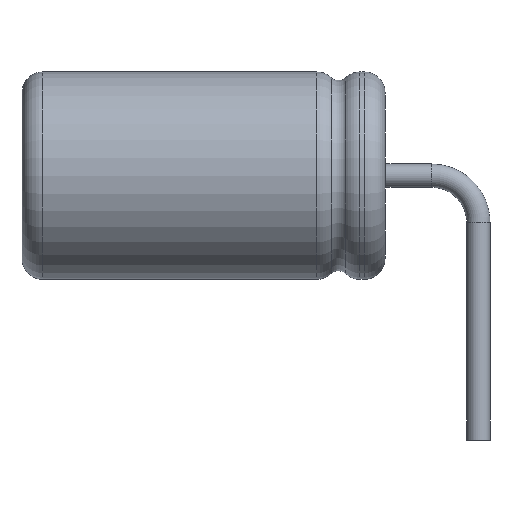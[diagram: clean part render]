
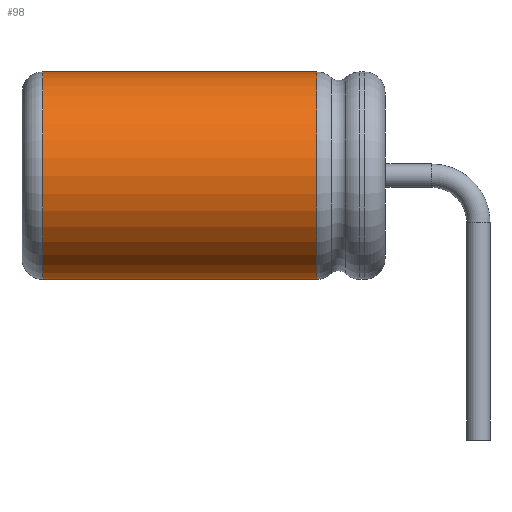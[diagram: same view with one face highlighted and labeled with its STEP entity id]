
A CAD part, left-side view. The second image highlights one B-rep face of the part: STEP entity #98.
In plain terms, the highlighted cylindrical face has radius 2 mm (diameter 4 mm), a partial arc.
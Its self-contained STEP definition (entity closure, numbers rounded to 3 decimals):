
#98=ADVANCED_FACE('',(#1051),#1053,.T.);
#1051=FACE_BOUND('',#1052,.T.);
#1052=EDGE_LOOP('',(#1831,#1832,#1833,#1834,#1835,#1836,#1837,#1838,#1839,#1840,
#1841,#1842,#1843,#1844,#1845,#1846,#1847,#1848,#1849,#1850));
#1053=CYLINDRICAL_SURFACE('',#1054,2.);
#1054=AXIS2_PLACEMENT_3D('',#1055,#1056,#1057);
#1055=CARTESIAN_POINT('',(0.,3.114,2.1));
#1056=DIRECTION('',(0.,1.,0.));
#1057=DIRECTION('',(1.,0.,0.));
#1831=ORIENTED_EDGE('',*,*,#2393,.T.);
#1832=ORIENTED_EDGE('',*,*,#2394,.T.);
#1833=ORIENTED_EDGE('',*,*,#2374,.F.);
#1834=ORIENTED_EDGE('',*,*,#2395,.T.);
#1835=ORIENTED_EDGE('',*,*,#2396,.T.);
#1836=ORIENTED_EDGE('',*,*,#2397,.T.);
#1837=ORIENTED_EDGE('',*,*,#2398,.F.);
#1838=ORIENTED_EDGE('',*,*,#2399,.T.);
#1839=ORIENTED_EDGE('',*,*,#2400,.F.);
#1840=ORIENTED_EDGE('',*,*,#2401,.T.);
#1841=ORIENTED_EDGE('',*,*,#2402,.T.);
#1842=ORIENTED_EDGE('',*,*,#2403,.T.);
#1843=ORIENTED_EDGE('',*,*,#2383,.F.);
#1844=ORIENTED_EDGE('',*,*,#2404,.T.);
#1845=ORIENTED_EDGE('',*,*,#2405,.T.);
#1846=ORIENTED_EDGE('',*,*,#2406,.T.);
#1847=ORIENTED_EDGE('',*,*,#2392,.F.);
#1848=ORIENTED_EDGE('',*,*,#2407,.F.);
#1849=ORIENTED_EDGE('',*,*,#2376,.F.);
#1850=ORIENTED_EDGE('',*,*,#2408,.T.);
#2374=EDGE_CURVE('',#2670,#2665,#2672,.T.);
#2376=EDGE_CURVE('',#2674,#2676,#2677,.T.);
#2383=EDGE_CURVE('',#2687,#2689,#2690,.F.);
#2392=EDGE_CURVE('',#2704,#2694,#2706,.F.);
#2393=EDGE_CURVE('',#2707,#2708,#2709,.F.);
#2394=EDGE_CURVE('',#2708,#2665,#2710,.F.);
#2395=EDGE_CURVE('',#2670,#2711,#2712,.T.);
#2396=EDGE_CURVE('',#2711,#2713,#2714,.F.);
#2397=EDGE_CURVE('',#2713,#2715,#2716,.F.);
#2398=EDGE_CURVE('',#2717,#2715,#2718,.T.);
#2399=EDGE_CURVE('',#2717,#2719,#2720,.T.);
#2400=EDGE_CURVE('',#2721,#2719,#2722,.F.);
#2401=EDGE_CURVE('',#2721,#2723,#2724,.F.);
#2402=EDGE_CURVE('',#2723,#2725,#2726,.T.);
#2403=EDGE_CURVE('',#2725,#2689,#2727,.T.);
#2404=EDGE_CURVE('',#2687,#2728,#2729,.F.);
#2405=EDGE_CURVE('',#2728,#2730,#2731,.T.);
#2406=EDGE_CURVE('',#2730,#2694,#2732,.T.);
#2407=EDGE_CURVE('',#2676,#2704,#2733,.T.);
#2408=EDGE_CURVE('',#2674,#2707,#2734,.T.);
#2665=VERTEX_POINT('',#3187);
#2670=VERTEX_POINT('',#3196);
#2672=LINE('',#3200,#3201);
#2674=VERTEX_POINT('',#3204);
#2676=VERTEX_POINT('',#3208);
#2677=LINE('',#3209,#3210);
#2687=VERTEX_POINT('',#3232);
#2689=VERTEX_POINT('',#3236);
#2690=LINE('',#3237,#3238);
#2694=VERTEX_POINT('',#3247);
#2704=VERTEX_POINT('',#3267);
#2706=LINE('',#3272,#3273);
#2707=VERTEX_POINT('',#3275);
#2708=VERTEX_POINT('',#3276);
#2709=LINE('',#3277,#3278);
#2710=(BOUNDED_CURVE()B_SPLINE_CURVE(3,
(#3280,#3281,#3282,#3283),
.UNSPECIFIED.,.F.,.F.)B_SPLINE_CURVE_WITH_KNOTS((4,4),
(0.,1.),
.UNSPECIFIED.)CURVE()GEOMETRIC_REPRESENTATION_ITEM()RATIONAL_B_SPLINE_CURVE((1.,
1.,1.,1.))REPRESENTATION_ITEM(''));
#2711=VERTEX_POINT('',#3284);
#2712=(BOUNDED_CURVE()B_SPLINE_CURVE(3,
(#3285,#3286,#3287,#3288),
.UNSPECIFIED.,.F.,.F.)B_SPLINE_CURVE_WITH_KNOTS((4,4),
(0.,1.),
.UNSPECIFIED.)CURVE()GEOMETRIC_REPRESENTATION_ITEM()RATIONAL_B_SPLINE_CURVE((1.,
1.,1.,1.))REPRESENTATION_ITEM(''));
#2713=VERTEX_POINT('',#3289);
#2714=LINE('',#3290,#3291);
#2715=VERTEX_POINT('',#3293);
#2716=(BOUNDED_CURVE()B_SPLINE_CURVE(3,
(#3294,#3295,#3296,#3297),
.UNSPECIFIED.,.F.,.F.)B_SPLINE_CURVE_WITH_KNOTS((4,4),
(0.,1.),
.UNSPECIFIED.)CURVE()GEOMETRIC_REPRESENTATION_ITEM()RATIONAL_B_SPLINE_CURVE((1.,
1.,1.,1.))REPRESENTATION_ITEM(''));
#2717=VERTEX_POINT('',#3298);
#2718=LINE('',#3299,#3300);
#2719=VERTEX_POINT('',#3302);
#2720=CIRCLE('',#3303,2.);
#2721=VERTEX_POINT('',#3307);
#2722=LINE('',#3308,#3309);
#2723=VERTEX_POINT('',#3311);
#2724=(BOUNDED_CURVE()B_SPLINE_CURVE(3,
(#3312,#3313,#3314,#3315),
.UNSPECIFIED.,.F.,.F.)B_SPLINE_CURVE_WITH_KNOTS((4,4),
(0.,1.),
.UNSPECIFIED.)CURVE()GEOMETRIC_REPRESENTATION_ITEM()RATIONAL_B_SPLINE_CURVE((1.,
1.,1.,1.))REPRESENTATION_ITEM(''));
#2725=VERTEX_POINT('',#3316);
#2726=LINE('',#3317,#3318);
#2727=(BOUNDED_CURVE()B_SPLINE_CURVE(3,
(#3320,#3321,#3322,#3323),
.UNSPECIFIED.,.F.,.F.)B_SPLINE_CURVE_WITH_KNOTS((4,4),
(0.,1.),
.UNSPECIFIED.)CURVE()GEOMETRIC_REPRESENTATION_ITEM()RATIONAL_B_SPLINE_CURVE((1.,
1.,1.,1.))REPRESENTATION_ITEM(''));
#2728=VERTEX_POINT('',#3324);
#2729=(BOUNDED_CURVE()B_SPLINE_CURVE(3,
(#3325,#3326,#3327,#3328),
.UNSPECIFIED.,.F.,.F.)B_SPLINE_CURVE_WITH_KNOTS((4,4),
(0.,1.),
.UNSPECIFIED.)CURVE()GEOMETRIC_REPRESENTATION_ITEM()RATIONAL_B_SPLINE_CURVE((1.,
1.,1.,1.))REPRESENTATION_ITEM(''));
#2730=VERTEX_POINT('',#3329);
#2731=LINE('',#3330,#3331);
#2732=(BOUNDED_CURVE()B_SPLINE_CURVE(3,
(#3333,#3334,#3335,#3336),
.UNSPECIFIED.,.F.,.F.)B_SPLINE_CURVE_WITH_KNOTS((4,4),
(0.,1.),
.UNSPECIFIED.)CURVE()GEOMETRIC_REPRESENTATION_ITEM()RATIONAL_B_SPLINE_CURVE((1.,
1.,1.,1.))REPRESENTATION_ITEM(''));
#2733=CIRCLE('',#3337,2.);
#2734=(BOUNDED_CURVE()B_SPLINE_CURVE(3,
(#3341,#3342,#3343,#3344),
.UNSPECIFIED.,.F.,.F.)B_SPLINE_CURVE_WITH_KNOTS((4,4),
(0.,1.),
.UNSPECIFIED.)CURVE()GEOMETRIC_REPRESENTATION_ITEM()RATIONAL_B_SPLINE_CURVE((1.,
1.,1.,1.))REPRESENTATION_ITEM(''));
#3187=CARTESIAN_POINT('',(1.879,5.866,1.416));
#3196=CARTESIAN_POINT('',(1.879,3.279,1.416));
#3200=CARTESIAN_POINT('',(1.879,3.279,1.416));
#3201=VECTOR('',#3202,1.);
#3202=DIRECTION('',(0.,1.,0.));
#3204=CARTESIAN_POINT('',(1.879,5.946,1.416));
#3208=CARTESIAN_POINT('',(1.879,8.4,1.416));
#3209=CARTESIAN_POINT('',(1.879,5.946,1.416));
#3210=VECTOR('',#3211,1.);
#3211=DIRECTION('',(0.,1.,0.));
#3232=CARTESIAN_POINT('',(1.879,5.866,2.784));
#3236=CARTESIAN_POINT('',(1.879,3.279,2.784));
#3237=CARTESIAN_POINT('',(1.879,3.279,2.784));
#3238=VECTOR('',#3239,1.);
#3239=DIRECTION('',(0.,1.,0.));
#3247=CARTESIAN_POINT('',(1.879,5.946,2.784));
#3267=CARTESIAN_POINT('',(1.879,8.4,2.784));
#3272=CARTESIAN_POINT('',(1.879,5.946,2.784));
#3273=VECTOR('',#3274,1.);
#3274=DIRECTION('',(0.,1.,0.));
#3275=CARTESIAN_POINT('',(1.879,5.946,1.416));
#3276=CARTESIAN_POINT('',(1.879,5.866,1.416));
#3277=CARTESIAN_POINT('',(1.879,5.866,1.416));
#3278=VECTOR('',#3279,1.);
#3279=DIRECTION('',(0.,1.,0.));
#3280=CARTESIAN_POINT('',(1.879,5.866,1.416));
#3281=CARTESIAN_POINT('',(1.879,5.866,1.416));
#3282=CARTESIAN_POINT('',(1.879,5.866,1.416));
#3283=CARTESIAN_POINT('',(1.879,5.866,1.416));
#3284=CARTESIAN_POINT('',(1.879,3.279,1.416));
#3285=CARTESIAN_POINT('',(1.879,3.279,1.416));
#3286=CARTESIAN_POINT('',(1.879,3.279,1.416));
#3287=CARTESIAN_POINT('',(1.879,3.279,1.416));
#3288=CARTESIAN_POINT('',(1.879,3.279,1.416));
#3289=CARTESIAN_POINT('',(1.879,3.199,1.416));
#3290=CARTESIAN_POINT('',(1.879,3.199,1.416));
#3291=VECTOR('',#3292,1.);
#3292=DIRECTION('',(0.,1.,0.));
#3293=CARTESIAN_POINT('',(1.879,3.199,1.416));
#3294=CARTESIAN_POINT('',(1.879,3.199,1.416));
#3295=CARTESIAN_POINT('',(1.879,3.199,1.416));
#3296=CARTESIAN_POINT('',(1.879,3.199,1.416));
#3297=CARTESIAN_POINT('',(1.879,3.199,1.416));
#3298=CARTESIAN_POINT('',(1.879,3.114,1.416));
#3299=CARTESIAN_POINT('',(1.879,3.114,1.416));
#3300=VECTOR('',#3301,1.);
#3301=DIRECTION('',(0.,1.,0.));
#3302=CARTESIAN_POINT('',(1.879,3.114,2.784));
#3303=AXIS2_PLACEMENT_3D('',#3304,#3305,#3306);
#3304=CARTESIAN_POINT('',(0.,3.114,2.1));
#3305=DIRECTION('',(-0.,1.,0.));
#3306=DIRECTION('',(0.94,0.,-0.342));
#3307=CARTESIAN_POINT('',(1.879,3.199,2.784));
#3308=CARTESIAN_POINT('',(1.879,3.114,2.784));
#3309=VECTOR('',#3310,1.);
#3310=DIRECTION('',(0.,1.,0.));
#3311=CARTESIAN_POINT('',(1.879,3.199,2.784));
#3312=CARTESIAN_POINT('',(1.879,3.199,2.784));
#3313=CARTESIAN_POINT('',(1.879,3.199,2.784));
#3314=CARTESIAN_POINT('',(1.879,3.199,2.784));
#3315=CARTESIAN_POINT('',(1.879,3.199,2.784));
#3316=CARTESIAN_POINT('',(1.879,3.279,2.784));
#3317=CARTESIAN_POINT('',(1.879,3.199,2.784));
#3318=VECTOR('',#3319,1.);
#3319=DIRECTION('',(0.,1.,0.));
#3320=CARTESIAN_POINT('',(1.879,3.279,2.784));
#3321=CARTESIAN_POINT('',(1.879,3.279,2.784));
#3322=CARTESIAN_POINT('',(1.879,3.279,2.784));
#3323=CARTESIAN_POINT('',(1.879,3.279,2.784));
#3324=CARTESIAN_POINT('',(1.879,5.866,2.784));
#3325=CARTESIAN_POINT('',(1.879,5.866,2.784));
#3326=CARTESIAN_POINT('',(1.879,5.866,2.784));
#3327=CARTESIAN_POINT('',(1.879,5.866,2.784));
#3328=CARTESIAN_POINT('',(1.879,5.866,2.784));
#3329=CARTESIAN_POINT('',(1.879,5.946,2.784));
#3330=CARTESIAN_POINT('',(1.879,5.866,2.784));
#3331=VECTOR('',#3332,1.);
#3332=DIRECTION('',(0.,1.,0.));
#3333=CARTESIAN_POINT('',(1.879,5.946,2.784));
#3334=CARTESIAN_POINT('',(1.879,5.946,2.784));
#3335=CARTESIAN_POINT('',(1.879,5.946,2.784));
#3336=CARTESIAN_POINT('',(1.879,5.946,2.784));
#3337=AXIS2_PLACEMENT_3D('',#3338,#3339,#3340);
#3338=CARTESIAN_POINT('',(0.,8.4,2.1));
#3339=DIRECTION('',(-0.,1.,0.));
#3340=DIRECTION('',(0.94,0.,-0.342));
#3341=CARTESIAN_POINT('',(1.879,5.946,1.416));
#3342=CARTESIAN_POINT('',(1.879,5.946,1.416));
#3343=CARTESIAN_POINT('',(1.879,5.946,1.416));
#3344=CARTESIAN_POINT('',(1.879,5.946,1.416));
